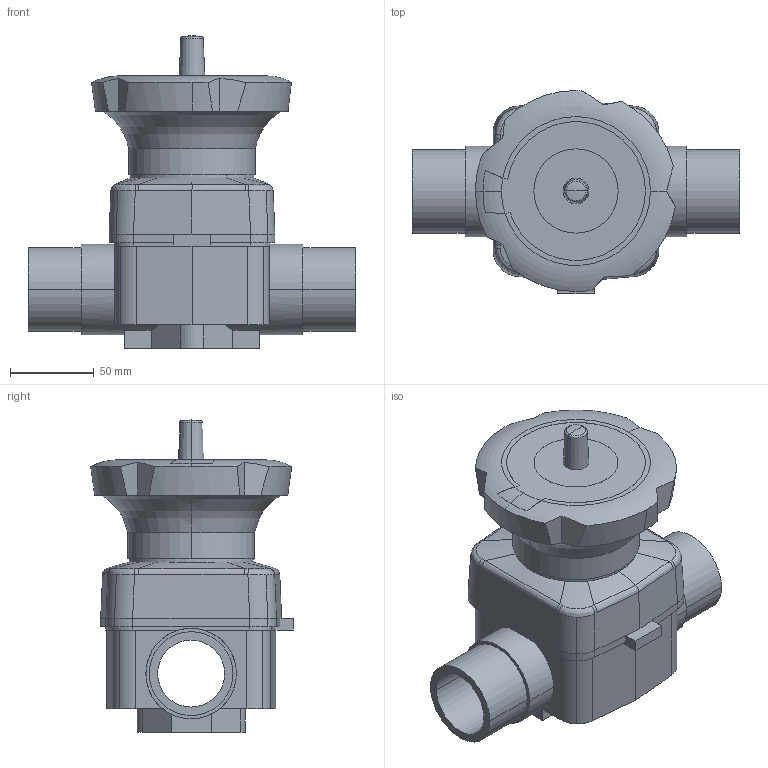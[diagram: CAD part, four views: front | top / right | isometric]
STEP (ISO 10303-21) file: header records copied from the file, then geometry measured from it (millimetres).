
FILE_DESCRIPTION(('STEP AP214'),'1');
FILE_NAME('dkdm050e.stp','2017-04-07T15:30:02',('TraceParts'),('TraceParts S.A.'),'Spatial InterOp 3D',' ',' ');
FILE_SCHEMA(('automotive_design'));
Length unit declared in the file: millimetre
Products named in the file (4): dkdm050e_1; dkdm050e_2; dkdm050e_3; dkdm050e_4
Bounding box: 195.5 x 121 x 186.45 mm (x, y, z)
Volume: 1225399.5 mm3; surface area: 149647.5 mm2
Topology: 4 solids, 4 shells, 190 faces, 491 edges, 314 vertices
Faces by surface type: plane 85, cylinder 58, bspline 30, cone 9, torus 8
Entity records: 8999 total; most frequent: CARTESIAN_POINT 2835, ORIENTED_EDGE 978, DIRECTION 932, EDGE_CURVE 489, AXIS2_PLACEMENT_3D 351, VERTEX_POINT 314, LINE 230, VECTOR 230
